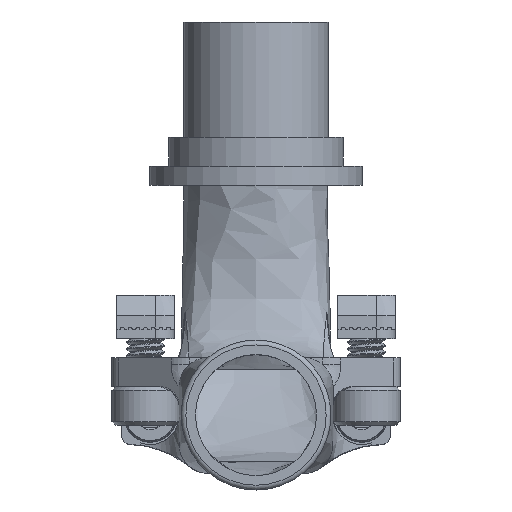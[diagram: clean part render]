
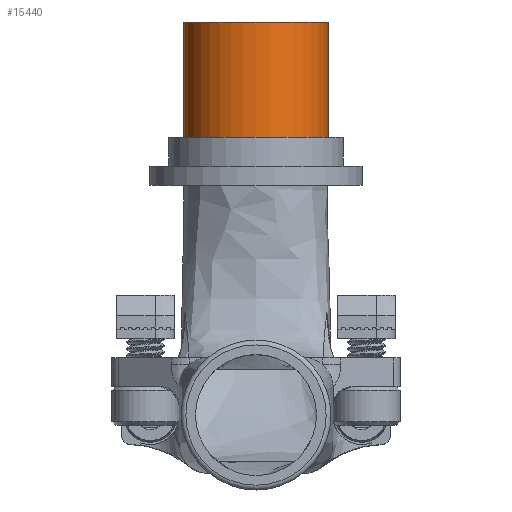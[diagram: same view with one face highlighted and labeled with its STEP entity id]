
A CAD part, top view. The second image highlights one B-rep face of the part: STEP entity #15440.
In plain terms, the highlighted cylindrical face has radius 7.5 mm (diameter 15 mm), a full revolution.
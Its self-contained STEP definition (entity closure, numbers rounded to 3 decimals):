
#1537=FACE_OUTER_BOUND('',#2510,.T.);
#2510=EDGE_LOOP('',(#11239,#11240,#11241,#11242));
#3622=LINE('',#31473,#5083);
#5083=VECTOR('',#18079,7.5);
#6531=CIRCLE('',#16479,7.5);
#6534=CIRCLE('',#16486,7.5);
#7137=VERTEX_POINT('',#28513);
#7141=VERTEX_POINT('',#31471);
#8712=EDGE_CURVE('',#7137,#7137,#6531,.T.);
#8722=EDGE_CURVE('',#7141,#7141,#6534,.T.);
#8723=EDGE_CURVE('',#7141,#7137,#3622,.T.);
#11239=ORIENTED_EDGE('',*,*,#8722,.F.);
#11240=ORIENTED_EDGE('',*,*,#8723,.T.);
#11241=ORIENTED_EDGE('',*,*,#8712,.T.);
#11242=ORIENTED_EDGE('',*,*,#8723,.F.);
#15261=CYLINDRICAL_SURFACE('',#16485,7.5);
#15440=ADVANCED_FACE('',(#1537),#15261,.T.);
#16479=AXIS2_PLACEMENT_3D('',#28518,#18062,#18063);
#16485=AXIS2_PLACEMENT_3D('',#31470,#18075,#18076);
#16486=AXIS2_PLACEMENT_3D('',#31472,#18077,#18078);
#18062=DIRECTION('center_axis',(0.,1.,0.));
#18063=DIRECTION('ref_axis',(1.,0.,0.));
#18075=DIRECTION('center_axis',(0.,1.,0.));
#18076=DIRECTION('ref_axis',(1.,0.,0.));
#18077=DIRECTION('center_axis',(0.,1.,0.));
#18078=DIRECTION('ref_axis',(1.,0.,0.));
#18079=DIRECTION('',(0.,-1.,0.));
#28513=CARTESIAN_POINT('',(-7.499,207.5,289.4));
#28518=CARTESIAN_POINT('Origin',(0.001,207.5,289.4));
#31470=CARTESIAN_POINT('Origin',(0.001,207.5,289.4));
#31471=CARTESIAN_POINT('',(-7.499,222.5,289.4));
#31472=CARTESIAN_POINT('Origin',(0.001,222.5,289.4));
#31473=CARTESIAN_POINT('',(-7.499,207.5,289.4));
